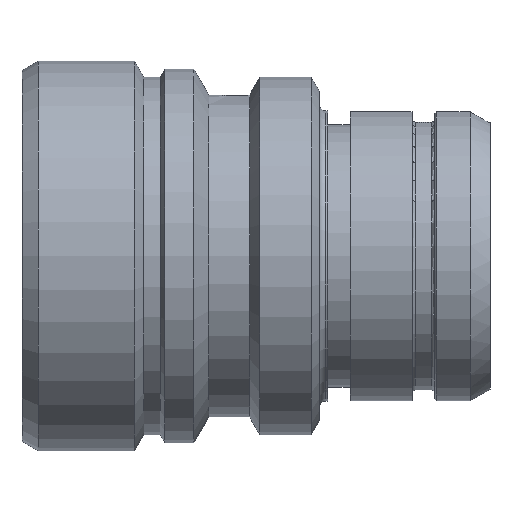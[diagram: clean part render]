
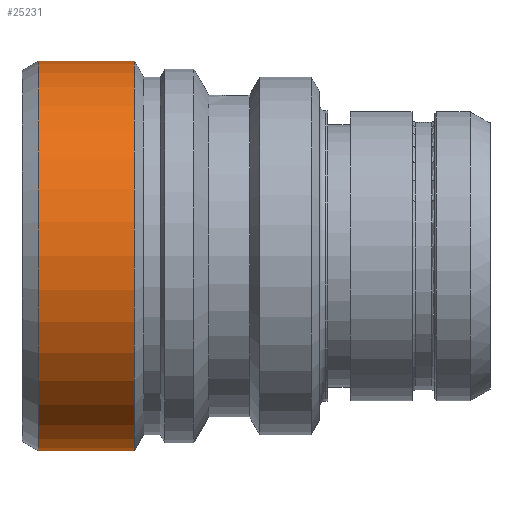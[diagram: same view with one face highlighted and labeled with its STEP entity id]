
A CAD part, top view. The second image highlights one B-rep face of the part: STEP entity #25231.
In plain terms, the highlighted cylindrical face has radius 12 mm (diameter 24 mm), a partial arc.
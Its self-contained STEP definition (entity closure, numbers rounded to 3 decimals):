
#287=CARTESIAN_POINT('',(1.572,12.,-12.));
#288=DIRECTION('',(1.,0.,0.));
#289=DIRECTION('',(0.,1.,0.));
#290=AXIS2_PLACEMENT_3D('',#287,#288,#289);
#292=CARTESIAN_POINT('',(7.495,12.,-12.));
#293=DIRECTION('',(1.,0.,0.));
#294=DIRECTION('',(0.,1.,0.));
#295=AXIS2_PLACEMENT_3D('',#292,#293,#294);
#297=DIRECTION('',(-1.,0.,0.));
#298=VECTOR('',#297,5.923);
#299=CARTESIAN_POINT('',(7.495,24.,-12.));
#300=LINE('1714',#299,#298);
#301=DIRECTION('',(-1.,0.,0.));
#302=VECTOR('',#301,5.923);
#303=CARTESIAN_POINT('',(7.495,0.,-12.));
#304=LINE('1729',#303,#302);
#20575=CARTESIAN_POINT('',(7.495,24.,-12.));
#20576=VERTEX_POINT('',#20575);
#20577=CARTESIAN_POINT('',(1.572,24.,-12.));
#20578=VERTEX_POINT('',#20577);
#20613=CARTESIAN_POINT('',(7.495,0.,-12.));
#20614=VERTEX_POINT('',#20613);
#20615=CARTESIAN_POINT('',(1.572,0.,-12.));
#20616=VERTEX_POINT('',#20615);
#25217=CARTESIAN_POINT('',(-0.868,12.,-12.));
#25218=DIRECTION('',(1.,0.,0.));
#25219=DIRECTION('',(0.,-1.,0.));
#25220=AXIS2_PLACEMENT_3D('',#25217,#25218,#25219);
#25221=CYLINDRICAL_SURFACE('277',#25220,12.);
#25223=ORIENTED_EDGE('1714',*,*,#25222,.F.);
#25225=ORIENTED_EDGE('1748',*,*,#25224,.T.);
#25227=ORIENTED_EDGE('1729',*,*,#25226,.T.);
#25228=ORIENTED_EDGE('1749',*,*,#25203,.F.);
#25229=EDGE_LOOP('277',(#25223,#25225,#25227,#25228));
#25230=FACE_OUTER_BOUND('277',#25229,.F.);
#291=CIRCLE('1749',#290,12.);
#296=CIRCLE('1748',#295,12.);
#25203=EDGE_CURVE('1749',#20578,#20616,#291,.T.);
#25222=EDGE_CURVE('1714',#20576,#20578,#300,.T.);
#25224=EDGE_CURVE('1748',#20576,#20614,#296,.T.);
#25226=EDGE_CURVE('1729',#20614,#20616,#304,.T.);
#25231=ADVANCED_FACE('277',(#25230),#25221,.T.);
